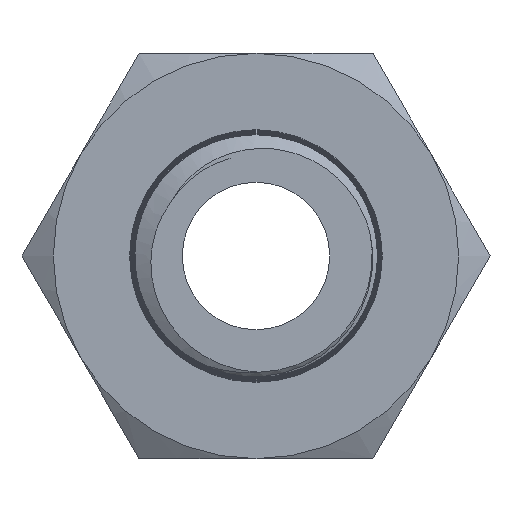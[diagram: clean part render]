
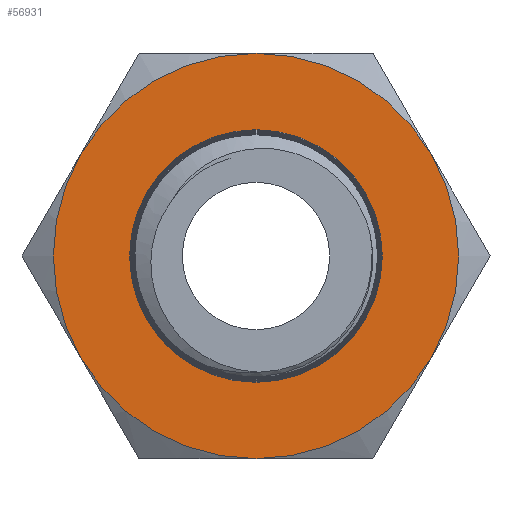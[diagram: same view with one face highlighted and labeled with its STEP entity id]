
A CAD part, front view. The second image highlights one B-rep face of the part: STEP entity #56931.
In plain terms, the highlighted planar face has unit normal (0, -1, 0).
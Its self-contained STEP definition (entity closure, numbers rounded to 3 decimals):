
#398 = VERTEX_POINT ( 'NONE', #21632 ) ;
#502 = CARTESIAN_POINT ( 'NONE',  ( 0., 0., 0. ) ) ;
#629 = CARTESIAN_POINT ( 'NONE',  ( 0., 0., 0. ) ) ;
#1974 = CARTESIAN_POINT ( 'NONE',  ( 0., 0., -6.855 ) ) ;
#3573 = ORIENTED_EDGE ( 'NONE', *, *, #43256, .F. ) ;
#3657 = PLANE ( 'NONE',  #45120 ) ;
#3990 = VERTEX_POINT ( 'NONE', #56329 ) ;
#4926 = DIRECTION ( 'NONE',  ( 0., 0., 1. ) ) ;
#5050 = DIRECTION ( 'NONE',  ( 0., 0., 1. ) ) ;
#5441 = CARTESIAN_POINT ( 'NONE',  ( 0., 0., 0. ) ) ;
#5510 = CIRCLE ( 'NONE', #55510, 11. ) ;
#6167 = CARTESIAN_POINT ( 'NONE',  ( -9.526, 0., 5.5 ) ) ;
#6512 = DIRECTION ( 'NONE',  ( 0., 1., 0. ) ) ;
#7439 = EDGE_LOOP ( 'NONE', ( #25156, #51317, #40265, #48974, #19458, #16854 ) ) ;
#7756 = FACE_OUTER_BOUND ( 'NONE', #7439, .T. ) ;
#8437 = AXIS2_PLACEMENT_3D ( 'NONE', #629, #31426, #5050 ) ;
#8779 = CARTESIAN_POINT ( 'NONE',  ( 0., 0., 0. ) ) ;
#9864 = DIRECTION ( 'NONE',  ( 0., 0., 1. ) ) ;
#9962 = EDGE_CURVE ( 'NONE', #398, #38425, #5510, .T. ) ;
#12642 = DIRECTION ( 'NONE',  ( 0., 1., 0. ) ) ;
#13212 = DIRECTION ( 'NONE',  ( 0., 0., 1. ) ) ;
#13389 = CARTESIAN_POINT ( 'NONE',  ( -9.526, 0., -5.5 ) ) ;
#13601 = EDGE_CURVE ( 'NONE', #47410, #398, #32318, .T. ) ;
#14646 = AXIS2_PLACEMENT_3D ( 'NONE', #5441, #36219, #9864 ) ;
#14968 = CARTESIAN_POINT ( 'NONE',  ( 0., 0., 0. ) ) ;
#15579 = CARTESIAN_POINT ( 'NONE',  ( 0., 0., 6.855 ) ) ;
#16695 = VERTEX_POINT ( 'NONE', #40653 ) ;
#16728 = FACE_BOUND ( 'NONE', #52953, .T. ) ;
#16854 = ORIENTED_EDGE ( 'NONE', *, *, #9962, .F. ) ;
#16937 = DIRECTION ( 'NONE',  ( 0., 0., 1. ) ) ;
#19425 = EDGE_CURVE ( 'NONE', #38425, #21634, #41477, .T. ) ;
#19427 = DIRECTION ( 'NONE',  ( 0., 0., 1. ) ) ;
#19458 = ORIENTED_EDGE ( 'NONE', *, *, #19425, .F. ) ;
#19538 = CARTESIAN_POINT ( 'NONE',  ( 0., 0., 0. ) ) ;
#21632 = CARTESIAN_POINT ( 'NONE',  ( 0., 0., -11. ) ) ;
#21634 = VERTEX_POINT ( 'NONE', #6167 ) ;
#23967 = DIRECTION ( 'NONE',  ( 0., 0., 1. ) ) ;
#25156 = ORIENTED_EDGE ( 'NONE', *, *, #13601, .F. ) ;
#27179 = CIRCLE ( 'NONE', #14646, 6.855 ) ;
#27371 = EDGE_CURVE ( 'NONE', #3990, #16695, #33140, .T. ) ;
#28591 = AXIS2_PLACEMENT_3D ( 'NONE', #502, #31308, #4926 ) ;
#28762 = ORIENTED_EDGE ( 'NONE', *, *, #40177, .F. ) ;
#29815 = CIRCLE ( 'NONE', #31393, 11. ) ;
#30297 = AXIS2_PLACEMENT_3D ( 'NONE', #19538, #50334, #23967 ) ;
#31164 = EDGE_CURVE ( 'NONE', #16695, #47410, #37900, .T. ) ;
#31308 = DIRECTION ( 'NONE',  ( 0., 1., 0. ) ) ;
#31393 = AXIS2_PLACEMENT_3D ( 'NONE', #39010, #12642, #43443 ) ;
#31426 = DIRECTION ( 'NONE',  ( 0., -1., 0. ) ) ;
#32318 = CIRCLE ( 'NONE', #39360, 11. ) ;
#32883 = CARTESIAN_POINT ( 'NONE',  ( 0., 0., 0. ) ) ;
#33140 = CIRCLE ( 'NONE', #30297, 11. ) ;
#34745 = AXIS2_PLACEMENT_3D ( 'NONE', #8779, #39593, #13212 ) ;
#36219 = DIRECTION ( 'NONE',  ( 0., -1., 0. ) ) ;
#37308 = DIRECTION ( 'NONE',  ( 0., 0., 1. ) ) ;
#37900 = CIRCLE ( 'NONE', #34745, 11. ) ;
#38425 = VERTEX_POINT ( 'NONE', #13389 ) ;
#39010 = CARTESIAN_POINT ( 'NONE',  ( 0., 0., 0. ) ) ;
#39360 = AXIS2_PLACEMENT_3D ( 'NONE', #14968, #45782, #19427 ) ;
#39593 = DIRECTION ( 'NONE',  ( 0., 1., 0. ) ) ;
#40177 = EDGE_CURVE ( 'NONE', #40481, #45321, #27179, .T. ) ;
#40265 = ORIENTED_EDGE ( 'NONE', *, *, #27371, .F. ) ;
#40481 = VERTEX_POINT ( 'NONE', #1974 ) ;
#40653 = CARTESIAN_POINT ( 'NONE',  ( 9.526, 0., 5.5 ) ) ;
#41477 = CIRCLE ( 'NONE', #28591, 11. ) ;
#43256 = EDGE_CURVE ( 'NONE', #45321, #40481, #45032, .T. ) ;
#43305 = DIRECTION ( 'NONE',  ( 0., 1., 0. ) ) ;
#43443 = DIRECTION ( 'NONE',  ( 0., 0., 1. ) ) ;
#45032 = CIRCLE ( 'NONE', #8437, 6.855 ) ;
#45120 = AXIS2_PLACEMENT_3D ( 'NONE', #47562, #43305, #16937 ) ;
#45321 = VERTEX_POINT ( 'NONE', #15579 ) ;
#45782 = DIRECTION ( 'NONE',  ( 0., 1., 0. ) ) ;
#47107 = EDGE_CURVE ( 'NONE', #21634, #3990, #29815, .T. ) ;
#47410 = VERTEX_POINT ( 'NONE', #57058 ) ;
#47562 = CARTESIAN_POINT ( 'NONE',  ( 0., 0., 0. ) ) ;
#48974 = ORIENTED_EDGE ( 'NONE', *, *, #47107, .F. ) ;
#50334 = DIRECTION ( 'NONE',  ( 0., 1., 0. ) ) ;
#51317 = ORIENTED_EDGE ( 'NONE', *, *, #31164, .F. ) ;
#52953 = EDGE_LOOP ( 'NONE', ( #3573, #28762 ) ) ;
#55510 = AXIS2_PLACEMENT_3D ( 'NONE', #32883, #6512, #37308 ) ;
#56329 = CARTESIAN_POINT ( 'NONE',  ( 0., 0., 11. ) ) ;
#56931 = ADVANCED_FACE ( 'NONE', ( #16728, #7756 ), #3657, .F. ) ;
#57058 = CARTESIAN_POINT ( 'NONE',  ( 9.526, 0., -5.5 ) ) ;
